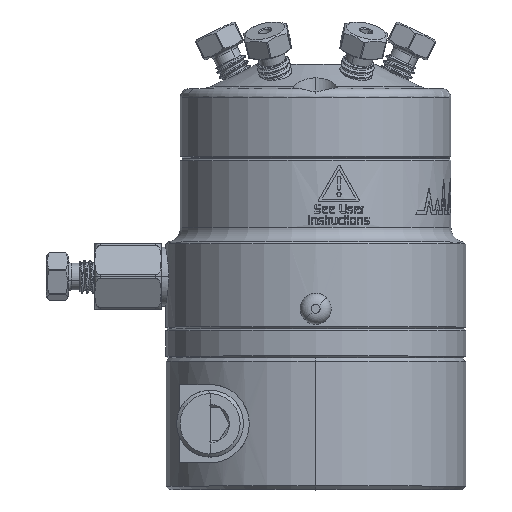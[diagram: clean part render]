
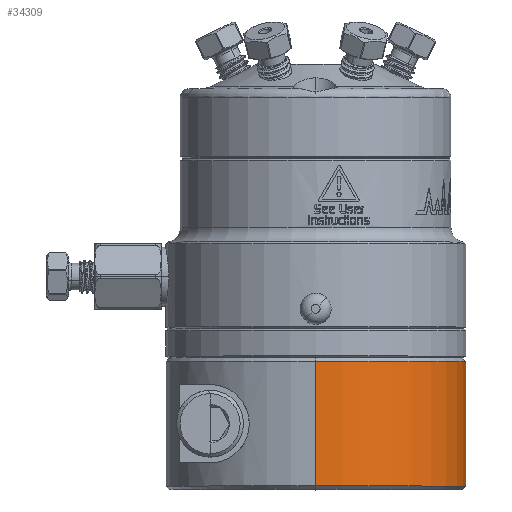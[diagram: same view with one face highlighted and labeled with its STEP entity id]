
A CAD part, top view. The second image highlights one B-rep face of the part: STEP entity #34309.
In plain terms, the highlighted cylindrical face has radius 21.399 mm (diameter 42.799 mm), a partial arc.
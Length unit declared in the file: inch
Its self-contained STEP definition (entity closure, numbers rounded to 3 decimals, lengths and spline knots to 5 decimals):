
#95 = DIRECTION ( 'NONE',  ( 0., 0., -1. ) ) ;
#1658 = AXIS2_PLACEMENT_3D ( 'NONE', #52619, #39927, #3275 ) ;
#1704 = DIRECTION ( 'NONE',  ( 0., -1., 0. ) ) ;
#1953 = CARTESIAN_POINT ( 'NONE',  ( 0., -0.1835, 0. ) ) ;
#3108 = CARTESIAN_POINT ( 'NONE',  ( 0., -0.1635, -0.8425 ) ) ;
#3275 = DIRECTION ( 'NONE',  ( 0., 0., 1. ) ) ;
#4213 = AXIS2_PLACEMENT_3D ( 'NONE', #20592, #37020, #95 ) ;
#4355 = CARTESIAN_POINT ( 'NONE',  ( 0., -0.1835, -0.8425 ) ) ;
#7037 = DIRECTION ( 'NONE',  ( 0., 0., -1. ) ) ;
#9661 = ORIENTED_EDGE ( 'NONE', *, *, #16132, .T. ) ;
#9719 = AXIS2_PLACEMENT_3D ( 'NONE', #1953, #35099, #7037 ) ;
#10936 = DIRECTION ( 'NONE',  ( 0., -1., 0. ) ) ;
#11032 = EDGE_CURVE ( 'NONE', #44520, #52632, #21809, .T. ) ;
#15411 = FACE_OUTER_BOUND ( 'NONE', #17871, .T. ) ;
#15681 = CYLINDRICAL_SURFACE ( 'NONE', #1658, 0.8425 ) ;
#16132 = EDGE_CURVE ( 'NONE', #52632, #39406, #43206, .T. ) ;
#16239 = ORIENTED_EDGE ( 'NONE', *, *, #11032, .T. ) ;
#16351 = CARTESIAN_POINT ( 'NONE',  ( 0., -0.1835, 0.8425 ) ) ;
#17871 = EDGE_LOOP ( 'NONE', ( #23477, #16239, #9661, #43460 ) ) ;
#20592 = CARTESIAN_POINT ( 'NONE',  ( 0., -0.8835, 0. ) ) ;
#21809 = CIRCLE ( 'NONE', #9719, 0.8425 ) ;
#23477 = ORIENTED_EDGE ( 'NONE', *, *, #25333, .F. ) ;
#25333 = EDGE_CURVE ( 'NONE', #44520, #44016, #43293, .T. ) ;
#27479 = CIRCLE ( 'NONE', #4213, 0.8425 ) ;
#34309 = ADVANCED_FACE ( 'NONE', ( #15411 ), #15681, .T. ) ;
#35099 = DIRECTION ( 'NONE',  ( 0., -1., 0. ) ) ;
#37020 = DIRECTION ( 'NONE',  ( 0., 1., 0. ) ) ;
#37720 = EDGE_CURVE ( 'NONE', #39406, #44016, #27479, .T. ) ;
#38103 = CARTESIAN_POINT ( 'NONE',  ( 0., -0.8835, -0.8425 ) ) ;
#38621 = CARTESIAN_POINT ( 'NONE',  ( 0., -0.1635, 0.8425 ) ) ;
#39406 = VERTEX_POINT ( 'NONE', #42549 ) ;
#39927 = DIRECTION ( 'NONE',  ( 0., -1., 0. ) ) ;
#42549 = CARTESIAN_POINT ( 'NONE',  ( 0., -0.8835, 0.8425 ) ) ;
#42829 = VECTOR ( 'NONE', #10936, 39.37008 ) ;
#43206 = LINE ( 'NONE', #38621, #46119 ) ;
#43293 = LINE ( 'NONE', #3108, #42829 ) ;
#43460 = ORIENTED_EDGE ( 'NONE', *, *, #37720, .T. ) ;
#44016 = VERTEX_POINT ( 'NONE', #38103 ) ;
#44520 = VERTEX_POINT ( 'NONE', #4355 ) ;
#46119 = VECTOR ( 'NONE', #1704, 39.37008 ) ;
#52619 = CARTESIAN_POINT ( 'NONE',  ( 0., -0.1635, 0. ) ) ;
#52632 = VERTEX_POINT ( 'NONE', #16351 ) ;
